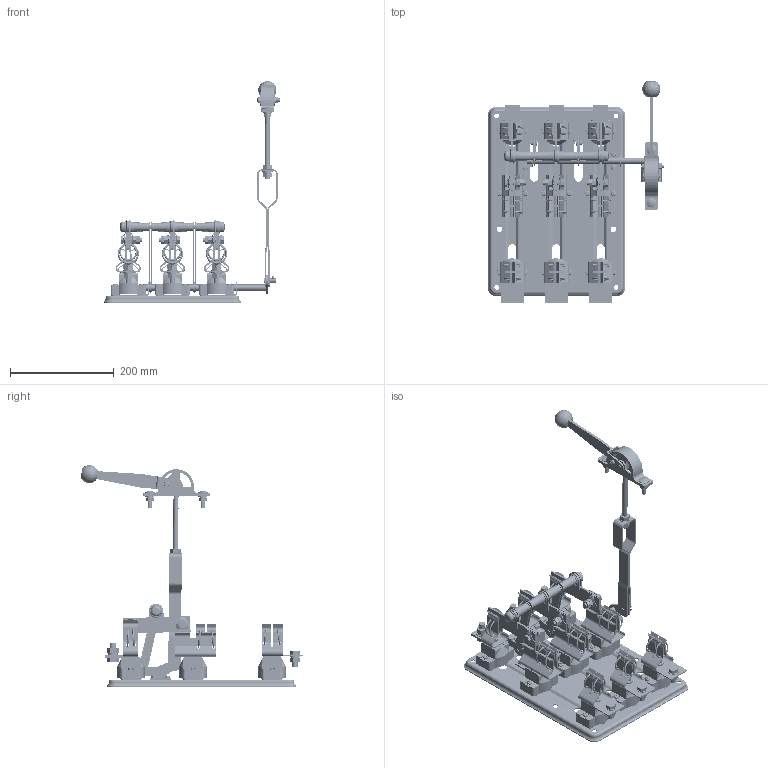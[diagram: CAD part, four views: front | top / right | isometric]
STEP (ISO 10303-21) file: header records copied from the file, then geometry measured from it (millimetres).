
FILE_DESCRIPTION (( 'STEP AP214' ), '1' );
FILE_NAME ('RP-4-2-400 Ðàçúåäèíèòåëü ÐÏÑ-4 400À Ï IEK.STEP', '2018-04-19T07:49:18', ( '' ), ( '' ), 'SwSTEP 2.0', 'SolidWorks 2014', '' );
FILE_SCHEMA (( 'AUTOMOTIVE_DESIGN' ));
Length unit declared in the file: millimetre
Products named in the file (1): RP-4-2-400 Ðàçúåäèíèòåëü ÐÏÑ-4 400À Ï IEK
Bounding box: 340.4 x 427.86 x 427.19 mm (x, y, z)
Volume: 1488495.7 mm3; surface area: 803127.2 mm2
Topology: 25 solids, 33 shells, 4242 faces, 11500 edges, 7493 vertices
Faces by surface type: plane 2772, cylinder 1269, torus 138, cone 38, sphere 15, bspline 10
Full cylindrical faces by diameter (mm): 5 x24, 5.2 x6, 5.5 x6, 6 x91, 6.1 x12, 6.2 x47, 6.5 x28, 7 x27, 8 x47, 8.1 x3, 8.2 x2, 8.4 x8, 9 x10, 9.5 x4, 9.6 x1, 9.8 x24, 10 x10, 10.5 x11, 11 x5, 11.3 x1, 12 x56, 12.2 x7, 12.5 x9, 17 x2, 19 x2, 20 x6, 20.869 x1, 21 x8, 22.955 x1, 23 x6
Entity records: 137570 total; most frequent: CARTESIAN_POINT 32978, ORIENTED_EDGE 21330, DIRECTION 21237, EDGE_CURVE 10665, AXIS2_PLACEMENT_3D 7228, VERTEX_POINT 7194, VECTOR 6781, LINE 6781
